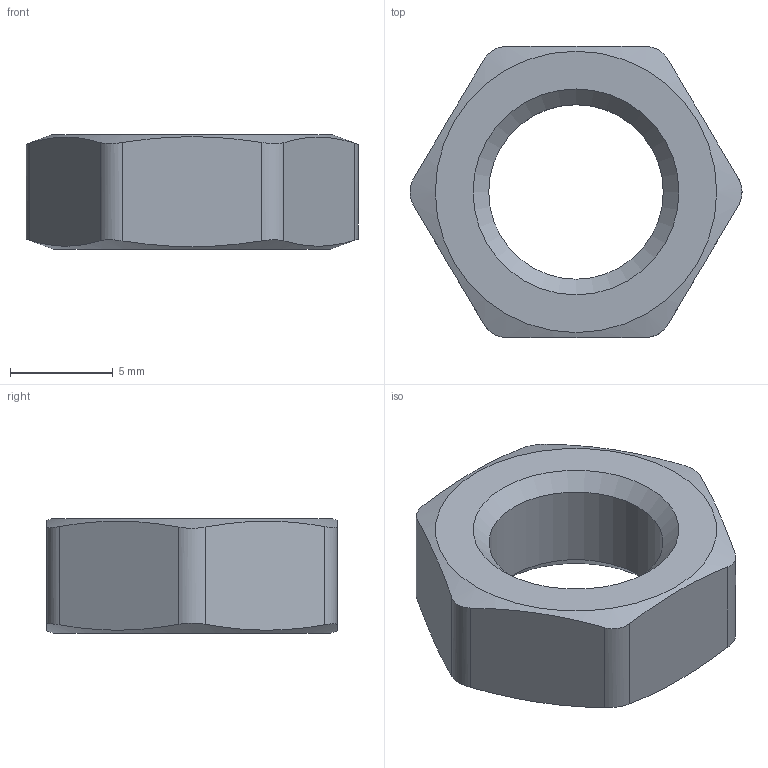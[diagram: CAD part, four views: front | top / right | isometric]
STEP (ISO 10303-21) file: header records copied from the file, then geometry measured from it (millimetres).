
FILE_DESCRIPTION(/* description */ (''),/* implementation_level */ '2;1');
FILE_NAME(/* name */ 'SUBCONN BN 3_8.stp',/* time_stamp */ '2015-09-28T15:54:10+02:00',/* author */ ('sh'),/* organization */ (''),/* preprocessor_version */ 'ST-DEVELOPER v15.2',/* originating_system */ 'Autodesk Inventor 2014',/* authorisation */ '');
FILE_SCHEMA (('AUTOMOTIVE_DESIGN { 1 0 10303 214 3 1 1 }'));
Length unit declared in the file: inch
Products named in the file (1): SUBCONN BN 3_8
Bounding box: 16.18 x 14.17 x 5.56 mm (x, y, z)
Volume: 627.1 mm3; surface area: 724.8 mm2
Topology: 1 solids, 4 shells, 28 faces, 70 edges, 44 vertices
Faces by surface type: cone 10, cylinder 10, plane 8
Full cylindrical faces by diameter (mm): 8.509 x1, 9.525 x3
Entity records: 845 total; most frequent: CARTESIAN_POINT 263, ORIENTED_EDGE 110, DIRECTION 100, EDGE_CURVE 55, EDGE_LOOP 44, AXIS2_PLACEMENT_3D 44, VERTEX_POINT 43, FACE_OUTER_BOUND 28
